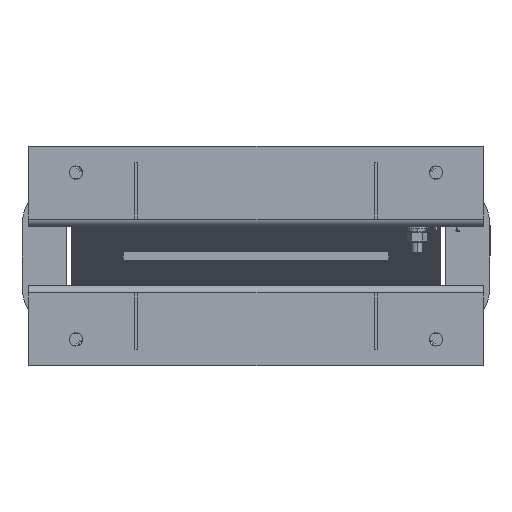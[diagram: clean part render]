
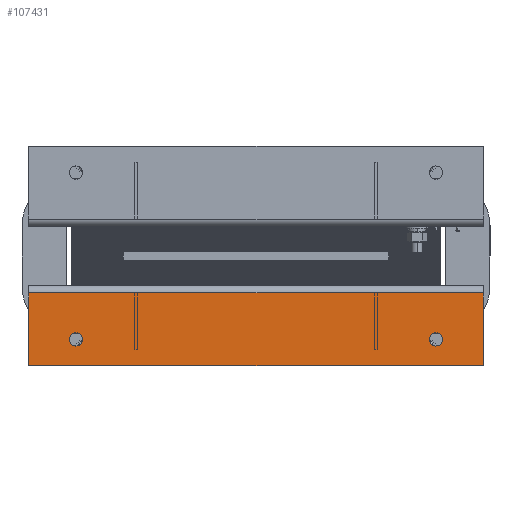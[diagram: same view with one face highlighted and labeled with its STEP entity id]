
A CAD part, front view. The second image highlights one B-rep face of the part: STEP entity #107431.
In plain terms, the highlighted planar face has unit normal (0, -1, 0).
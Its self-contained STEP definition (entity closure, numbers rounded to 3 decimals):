
#2452 = EDGE_CURVE ( 'NONE', #43658, #43684, #51250, .T. ) ;
#2453 = EDGE_CURVE ( 'NONE', #43641, #44017, #51246, .T. ) ;
#2459 = EDGE_CURVE ( 'NONE', #43916, #43894, #51239, .T. ) ;
#2463 = EDGE_CURVE ( 'NONE', #43658, #43960, #51236, .T. ) ;
#2465 = EDGE_CURVE ( 'NONE', #43960, #44131, #51238, .T. ) ;
#2467 = EDGE_CURVE ( 'NONE', #44131, #43684, #51245, .T. ) ;
#2473 = EDGE_CURVE ( 'NONE', #43894, #43916, #51217, .T. ) ;
#2488 = EDGE_CURVE ( 'NONE', #44017, #43641, #51200, .T. ) ;
#4366 = CARTESIAN_POINT ( 'NONE',  ( -190., 0., -81. ) ) ;
#4434 = CARTESIAN_POINT ( 'NONE',  ( -190., 0., -95. ) ) ;
#4572 = CARTESIAN_POINT ( 'NONE',  ( 240., 0., -116. ) ) ;
#4750 = CARTESIAN_POINT ( 'NONE',  ( 190., 0., -81. ) ) ;
#5083 = CARTESIAN_POINT ( 'NONE',  ( -240., 0., -116. ) ) ;
#13426 = AXIS2_PLACEMENT_3D ( 'NONE', #58285, #58286, #58287 ) ;
#13435 = AXIS2_PLACEMENT_3D ( 'NONE', #58300, #58312, #58314 ) ;
#13446 = AXIS2_PLACEMENT_3D ( 'NONE', #58373, #58390, #58392 ) ;
#13452 = AXIS2_PLACEMENT_3D ( 'NONE', #58477, #58480, #58482 ) ;
#32127 = CARTESIAN_POINT ( 'NONE',  ( 190., 0., -95. ) ) ;
#32144 = CARTESIAN_POINT ( 'NONE',  ( 240., 0., -39. ) ) ;
#32170 = CARTESIAN_POINT ( 'NONE',  ( -240., 0., -39. ) ) ;
#43641 = VERTEX_POINT ( 'NONE', #32127 ) ;
#43658 = VERTEX_POINT ( 'NONE', #32144 ) ;
#43684 = VERTEX_POINT ( 'NONE', #32170 ) ;
#43894 = VERTEX_POINT ( 'NONE', #4366 ) ;
#43916 = VERTEX_POINT ( 'NONE', #4434 ) ;
#43960 = VERTEX_POINT ( 'NONE', #4572 ) ;
#44017 = VERTEX_POINT ( 'NONE', #4750 ) ;
#44131 = VERTEX_POINT ( 'NONE', #5083 ) ;
#50947 = FACE_BOUND ( 'NONE', #78436, .T. ) ;
#50956 = FACE_BOUND ( 'NONE', #78439, .T. ) ;
#50960 = FACE_OUTER_BOUND ( 'NONE', #78440, .T. ) ;
#51200 = CIRCLE ( 'NONE', #13452, 7. ) ;
#51217 = CIRCLE ( 'NONE', #13446, 7. ) ;
#51229 = VECTOR ( 'NONE', #58358, 1000. ) ;
#51233 = VECTOR ( 'NONE', #58348, 1000. ) ;
#51236 = LINE ( 'NONE', #58325, #51248 ) ;
#51238 = LINE ( 'NONE', #58340, #51233 ) ;
#51239 = CIRCLE ( 'NONE', #13435, 7. ) ;
#51245 = LINE ( 'NONE', #58345, #51229 ) ;
#51246 = CIRCLE ( 'NONE', #13426, 7. ) ;
#51248 = VECTOR ( 'NONE', #58338, 1000. ) ;
#51250 = LINE ( 'NONE', #58278, #51254 ) ;
#51254 = VECTOR ( 'NONE', #58284, 1000. ) ;
#53133 = AXIS2_PLACEMENT_3D ( 'NONE', #101770, #101777, #101780 ) ;
#53501 = ORIENTED_EDGE ( 'NONE', *, *, #2463, .F. ) ;
#53623 = ORIENTED_EDGE ( 'NONE', *, *, #2488, .T. ) ;
#53724 = ORIENTED_EDGE ( 'NONE', *, *, #2459, .T. ) ;
#53861 = ORIENTED_EDGE ( 'NONE', *, *, #2473, .T. ) ;
#53924 = ORIENTED_EDGE ( 'NONE', *, *, #2452, .T. ) ;
#53951 = ORIENTED_EDGE ( 'NONE', *, *, #2467, .F. ) ;
#54235 = ORIENTED_EDGE ( 'NONE', *, *, #2453, .T. ) ;
#54250 = ORIENTED_EDGE ( 'NONE', *, *, #2465, .F. ) ;
#58278 = CARTESIAN_POINT ( 'NONE',  ( 259.606, 0., -39. ) ) ;
#58284 = DIRECTION ( 'NONE',  ( -1., 0., 0. ) ) ;
#58285 = CARTESIAN_POINT ( 'NONE',  ( 190., 0., -88. ) ) ;
#58286 = DIRECTION ( 'NONE',  ( 0., 1., 0. ) ) ;
#58287 = DIRECTION ( 'NONE',  ( 0., 0., 1. ) ) ;
#58300 = CARTESIAN_POINT ( 'NONE',  ( -190., 0., -88. ) ) ;
#58312 = DIRECTION ( 'NONE',  ( 0., 1., 0. ) ) ;
#58314 = DIRECTION ( 'NONE',  ( 0., 0., -1. ) ) ;
#58325 = CARTESIAN_POINT ( 'NONE',  ( 240., 0., -31. ) ) ;
#58338 = DIRECTION ( 'NONE',  ( 0., 0., -1. ) ) ;
#58340 = CARTESIAN_POINT ( 'NONE',  ( 240., 0., -116. ) ) ;
#58345 = CARTESIAN_POINT ( 'NONE',  ( -240., 0., -31. ) ) ;
#58348 = DIRECTION ( 'NONE',  ( -1., 0., 0. ) ) ;
#58358 = DIRECTION ( 'NONE',  ( 0., 0., 1. ) ) ;
#58373 = CARTESIAN_POINT ( 'NONE',  ( -190., 0., -88. ) ) ;
#58390 = DIRECTION ( 'NONE',  ( 0., 1., 0. ) ) ;
#58392 = DIRECTION ( 'NONE',  ( 0., 0., -1. ) ) ;
#58477 = CARTESIAN_POINT ( 'NONE',  ( 190., 0., -88. ) ) ;
#58480 = DIRECTION ( 'NONE',  ( 0., 1., 0. ) ) ;
#58482 = DIRECTION ( 'NONE',  ( 0., 0., 1. ) ) ;
#78436 = EDGE_LOOP ( 'NONE', ( #54235, #53623 ) ) ;
#78439 = EDGE_LOOP ( 'NONE', ( #53724, #53861 ) ) ;
#78440 = EDGE_LOOP ( 'NONE', ( #53501, #53924, #53951, #54250 ) ) ;
#101770 = CARTESIAN_POINT ( 'NONE',  ( 259.606, 0., -116. ) ) ;
#101773 = PLANE ( 'NONE',  #53133 ) ;
#101777 = DIRECTION ( 'NONE',  ( 0., -1., 0. ) ) ;
#101780 = DIRECTION ( 'NONE',  ( 0., 0., 1. ) ) ;
#107431 = ADVANCED_FACE ( 'NONE', ( #50947, #50956, #50960 ), #101773, .T. ) ;
